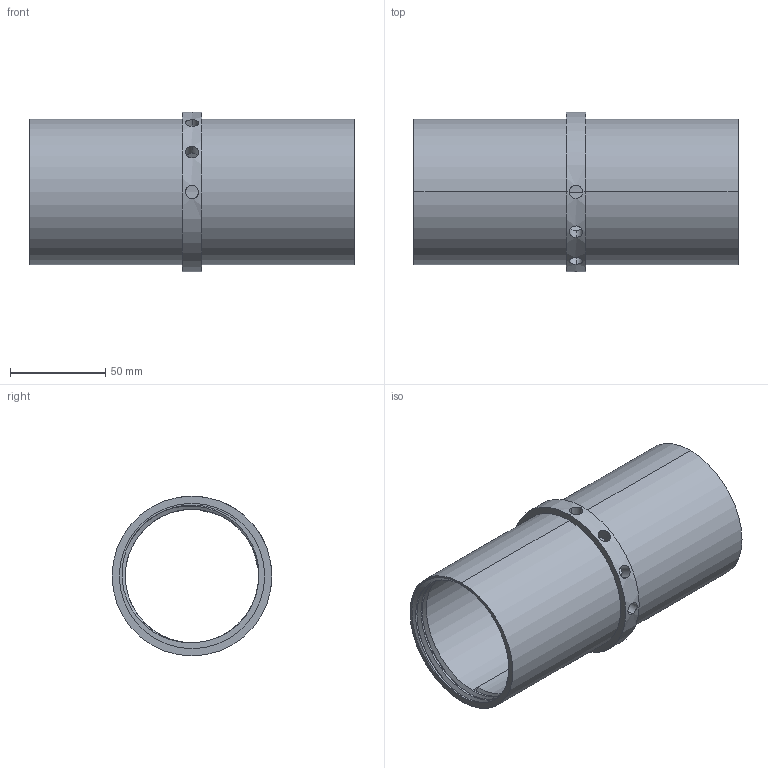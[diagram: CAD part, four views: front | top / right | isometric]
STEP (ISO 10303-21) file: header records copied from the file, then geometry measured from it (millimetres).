
FILE_DESCRIPTION (( 'STEP AP214' ), '1' );
FILE_NAME ('Electronics_Bay.STEP', '2024-05-30T00:43:11', ( '' ), ( '' ), 'SwSTEP 2.0', 'SolidWorks 2024', '' );
FILE_SCHEMA (( 'AUTOMOTIVE_DESIGN' ));
Length unit declared in the file: centimetre
Products named in the file (1): Electronics_Bay
Bounding box: 170 x 83.8 x 83.8 mm (x, y, z)
Volume: 126981.9 mm3; surface area: 84686.6 mm2
Topology: 1 solids, 1 shells, 38 faces, 102 edges, 66 vertices
Faces by surface type: cylinder 26, plane 6, bspline 6
Entity records: 3737 total; most frequent: CARTESIAN_POINT 2883, ORIENTED_EDGE 204, DIRECTION 130, EDGE_CURVE 102, VERTEX_POINT 66, EDGE_LOOP 48, AXIS2_PLACEMENT_3D 47, FACE_OUTER_BOUND 38
